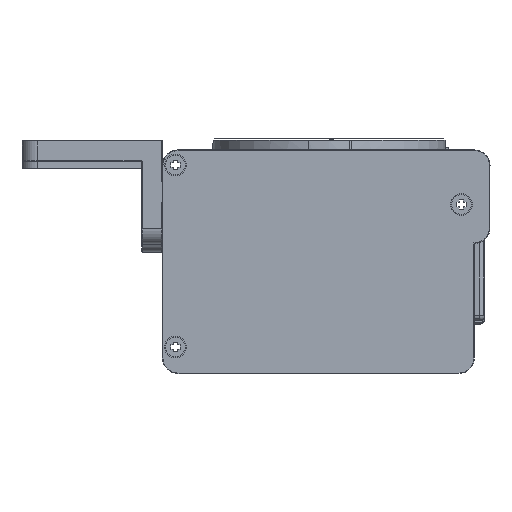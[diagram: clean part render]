
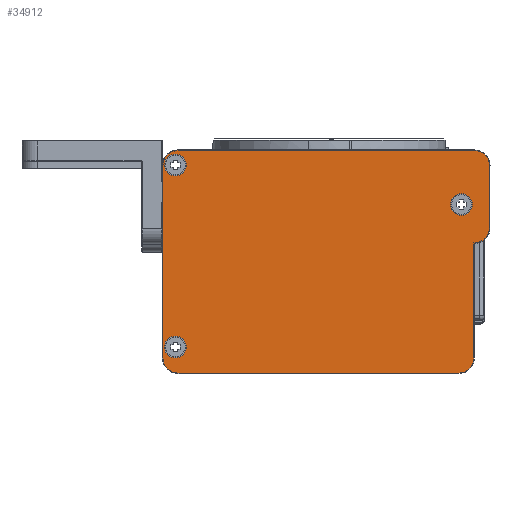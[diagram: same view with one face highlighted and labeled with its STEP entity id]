
A CAD part, front view. The second image highlights one B-rep face of the part: STEP entity #34912.
In plain terms, the highlighted planar face has unit normal (0, -1, 0).
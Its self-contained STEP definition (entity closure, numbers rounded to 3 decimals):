
#1171=FACE_BOUND('',#6929,.T.);
#1172=FACE_BOUND('',#6930,.T.);
#1173=FACE_BOUND('',#6931,.T.);
#2092=CIRCLE('',#49551,2.9);
#2093=CIRCLE('',#49552,2.9);
#2094=CIRCLE('',#49553,2.9);
#2095=CIRCLE('',#49554,2.9);
#2096=CIRCLE('',#49555,2.9);
#2097=CIRCLE('',#49556,2.1);
#2098=CIRCLE('',#49557,2.1);
#2099=CIRCLE('',#49558,2.1);
#4607=FACE_OUTER_BOUND('',#6928,.T.);
#6928=EDGE_LOOP('',(#30730,#30731,#30732,#30733,#30734,#30735,#30736,#30737,
#30738,#30739));
#6929=EDGE_LOOP('',(#30740));
#6930=EDGE_LOOP('',(#30741));
#6931=EDGE_LOOP('',(#30742));
#11674=VERTEX_POINT('',#78819);
#11675=VERTEX_POINT('',#78820);
#11676=VERTEX_POINT('',#78822);
#11677=VERTEX_POINT('',#78824);
#11678=VERTEX_POINT('',#78826);
#11679=VERTEX_POINT('',#78828);
#11680=VERTEX_POINT('',#78830);
#11681=VERTEX_POINT('',#78832);
#11682=VERTEX_POINT('',#78834);
#11683=VERTEX_POINT('',#78836);
#11684=VERTEX_POINT('',#78839);
#11685=VERTEX_POINT('',#78841);
#11686=VERTEX_POINT('',#78843);
#18659=EDGE_CURVE('',#11674,#11675,#2092,.T.);
#18660=EDGE_CURVE('',#11675,#11676,#40593,.T.);
#18661=EDGE_CURVE('',#11676,#11677,#2093,.T.);
#18662=EDGE_CURVE('',#11677,#11678,#40594,.T.);
#18663=EDGE_CURVE('',#11678,#11679,#2094,.T.);
#18664=EDGE_CURVE('',#11679,#11680,#40595,.T.);
#18665=EDGE_CURVE('',#11680,#11681,#2095,.T.);
#18666=EDGE_CURVE('',#11681,#11682,#40596,.T.);
#18667=EDGE_CURVE('',#11682,#11683,#2096,.T.);
#18668=EDGE_CURVE('',#11683,#11674,#40597,.T.);
#18669=EDGE_CURVE('',#11684,#11684,#2097,.T.);
#18670=EDGE_CURVE('',#11685,#11685,#2098,.T.);
#18671=EDGE_CURVE('',#11686,#11686,#2099,.T.);
#30730=ORIENTED_EDGE('',*,*,#18659,.T.);
#30731=ORIENTED_EDGE('',*,*,#18660,.T.);
#30732=ORIENTED_EDGE('',*,*,#18661,.T.);
#30733=ORIENTED_EDGE('',*,*,#18662,.T.);
#30734=ORIENTED_EDGE('',*,*,#18663,.T.);
#30735=ORIENTED_EDGE('',*,*,#18664,.T.);
#30736=ORIENTED_EDGE('',*,*,#18665,.T.);
#30737=ORIENTED_EDGE('',*,*,#18666,.T.);
#30738=ORIENTED_EDGE('',*,*,#18667,.T.);
#30739=ORIENTED_EDGE('',*,*,#18668,.T.);
#30740=ORIENTED_EDGE('',*,*,#18669,.F.);
#30741=ORIENTED_EDGE('',*,*,#18670,.F.);
#30742=ORIENTED_EDGE('',*,*,#18671,.F.);
#32834=PLANE('',#49550);
#34912=ADVANCED_FACE('',(#4607,#1171,#1172,#1173),#32834,.F.);
#40593=LINE('',#78823,#46363);
#40594=LINE('',#78827,#46364);
#40595=LINE('',#78831,#46365);
#40596=LINE('',#78835,#46366);
#40597=LINE('',#78838,#46367);
#46363=VECTOR('',#60957,12.);
#46364=VECTOR('',#60960,57.);
#46365=VECTOR('',#60963,37.);
#46366=VECTOR('',#60966,54.);
#46367=VECTOR('',#60969,22.102);
#49550=AXIS2_PLACEMENT_3D('',#78818,#60953,#60954);
#49551=AXIS2_PLACEMENT_3D('',#78821,#60955,#60956);
#49552=AXIS2_PLACEMENT_3D('',#78825,#60958,#60959);
#49553=AXIS2_PLACEMENT_3D('',#78829,#60961,#60962);
#49554=AXIS2_PLACEMENT_3D('',#78833,#60964,#60965);
#49555=AXIS2_PLACEMENT_3D('',#78837,#60967,#60968);
#49556=AXIS2_PLACEMENT_3D('',#78840,#60970,#60971);
#49557=AXIS2_PLACEMENT_3D('',#78842,#60972,#60973);
#49558=AXIS2_PLACEMENT_3D('',#78844,#60974,#60975);
#60953=DIRECTION('center_axis',(0.,1.,0.));
#60954=DIRECTION('ref_axis',(-1.,0.,0.));
#60955=DIRECTION('center_axis',(0.,-1.,0.));
#60956=DIRECTION('ref_axis',(0.707,0.,-0.707));
#60957=DIRECTION('',(0.,0.,1.));
#60958=DIRECTION('center_axis',(0.,-1.,0.));
#60959=DIRECTION('ref_axis',(0.707,0.,0.707));
#60960=DIRECTION('',(-1.,0.,0.));
#60961=DIRECTION('center_axis',(0.,-1.,0.));
#60962=DIRECTION('ref_axis',(-0.707,0.,0.707));
#60963=DIRECTION('',(0.,0.,-1.));
#60964=DIRECTION('center_axis',(0.,-1.,0.));
#60965=DIRECTION('ref_axis',(-0.707,0.,-0.707));
#60966=DIRECTION('',(1.,0.,0.));
#60967=DIRECTION('center_axis',(0.,-1.,0.));
#60968=DIRECTION('ref_axis',(0.707,0.,-0.707));
#60969=DIRECTION('',(0.,0.,1.));
#60970=DIRECTION('center_axis',(0.,-1.,0.));
#60971=DIRECTION('ref_axis',(-1.,0.,0.));
#60972=DIRECTION('center_axis',(0.,-1.,0.));
#60973=DIRECTION('ref_axis',(-1.,0.,0.));
#60974=DIRECTION('center_axis',(0.,-1.,0.));
#60975=DIRECTION('ref_axis',(-1.,0.,0.));
#78818=CARTESIAN_POINT('Origin',(0.,-52.,20.2));
#78819=CARTESIAN_POINT('',(29.9,-52.,23.802));
#78820=CARTESIAN_POINT('',(32.9,-52.,26.7));
#78821=CARTESIAN_POINT('Origin',(30.,-52.,26.7));
#78822=CARTESIAN_POINT('',(32.9,-52.,38.7));
#78823=CARTESIAN_POINT('',(32.9,-52.,21.95));
#78824=CARTESIAN_POINT('',(30.,-52.,41.6));
#78825=CARTESIAN_POINT('Origin',(30.,-52.,38.7));
#78826=CARTESIAN_POINT('',(-27.,-52.,41.6));
#78827=CARTESIAN_POINT('',(-15.,-52.,41.6));
#78828=CARTESIAN_POINT('',(-29.9,-52.,38.7));
#78829=CARTESIAN_POINT('Origin',(-27.,-52.,38.7));
#78830=CARTESIAN_POINT('',(-29.9,-52.,1.7));
#78831=CARTESIAN_POINT('',(-29.9,-52.,9.45));
#78832=CARTESIAN_POINT('',(-27.,-52.,-1.2));
#78833=CARTESIAN_POINT('Origin',(-27.,-52.,1.7));
#78834=CARTESIAN_POINT('',(27.,-52.,-1.2));
#78835=CARTESIAN_POINT('',(15.,-52.,-1.2));
#78836=CARTESIAN_POINT('',(29.9,-52.,1.7));
#78837=CARTESIAN_POINT('Origin',(27.,-52.,1.7));
#78838=CARTESIAN_POINT('',(29.9,-52.,30.95));
#78839=CARTESIAN_POINT('',(-29.6,-52.,3.8));
#78840=CARTESIAN_POINT('Origin',(-27.5,-52.,3.8));
#78841=CARTESIAN_POINT('',(25.4,-52.,31.2));
#78842=CARTESIAN_POINT('Origin',(27.5,-52.,31.2));
#78843=CARTESIAN_POINT('',(-29.6,-52.,38.8));
#78844=CARTESIAN_POINT('Origin',(-27.5,-52.,38.8));
